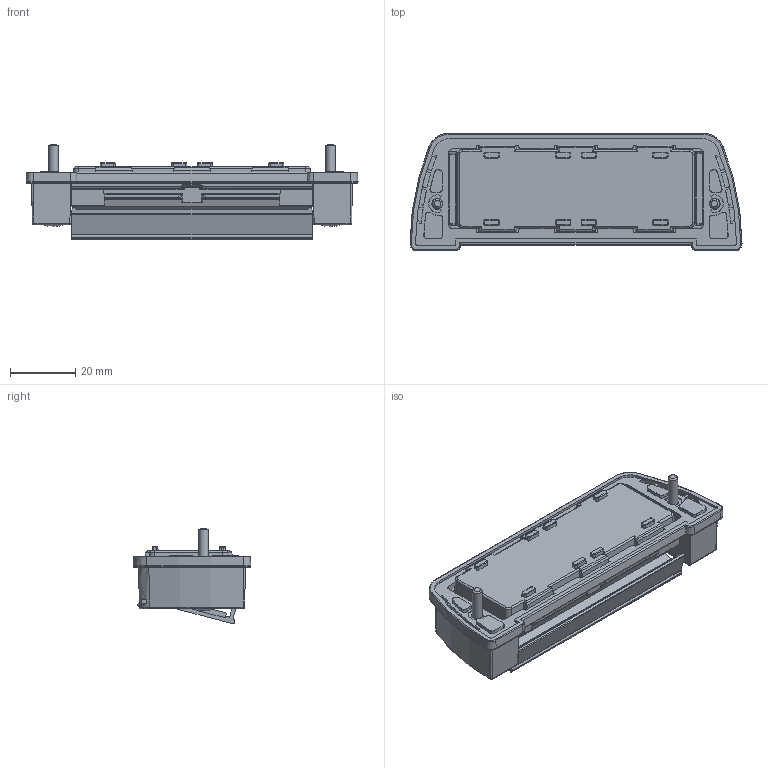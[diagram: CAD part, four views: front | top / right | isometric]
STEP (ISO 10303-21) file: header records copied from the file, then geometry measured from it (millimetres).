
FILE_DESCRIPTION((''),'2;1');
FILE_NAME('94422300_ASM 1030 SAL 2-7024.stp','2009-07-06T14:22:41',('kotzmaier'),(''),'Autodesk Inventor 2009','Autodesk Inventor 2009','');
FILE_SCHEMA(('AUTOMOTIVE_DESIGN { 1 0 10303 214 1 1 1 1 }'));
Length unit declared in the file: millimetre
Products named in the file (8): ASM 1030 SAL2_1009776_3D; 1009776_3D; 1009704_3D; 1009728_3D; AS 1030 DI_1009694_3D; AS 1030 Kappendichtung_1009708_3D; Schraube für ASD SHR Z KT30X22 ESG OG_3DSYM; Schraubabdeckungen_1009250_3D
Assembly tree (9 placements, depth 2):
  ASM 1030 SAL2_1009776_3D
    1009776_3D
    1009704_3D
    1009728_3D
    AS 1030 DI_1009694_3D
    AS 1030 Kappendichtung_1009708_3D
    Schraube für ASD SHR Z KT30X22 ESG OG_3DSYM  x2
    Schraubabdeckungen_1009250_3D  x2
Bounding box: 101.9 x 36.2 x 29.35 mm (x, y, z)
Volume: 25646.3 mm3; surface area: 30002 mm2
Topology: 9 solids, 9 shells, 1108 faces, 2829 edges, 1728 vertices
Faces by surface type: plane 422, cylinder 286, bspline 186, cone 154, torus 50, sphere 10
Full cylindrical faces by diameter (mm): 1.5 x1, 1.6 x2, 3 x2, 5.3 x2
Entity records: 40194 total; most frequent: CARTESIAN_POINT 15067, ORIENTED_EDGE 5246, DIRECTION 5190, EDGE_CURVE 2623, AXIS2_PLACEMENT_3D 1959, VERTEX_POINT 1631, VECTOR 1272, LINE 1272
